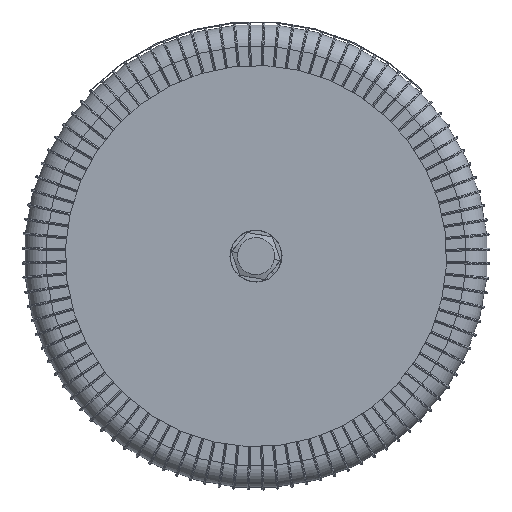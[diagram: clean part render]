
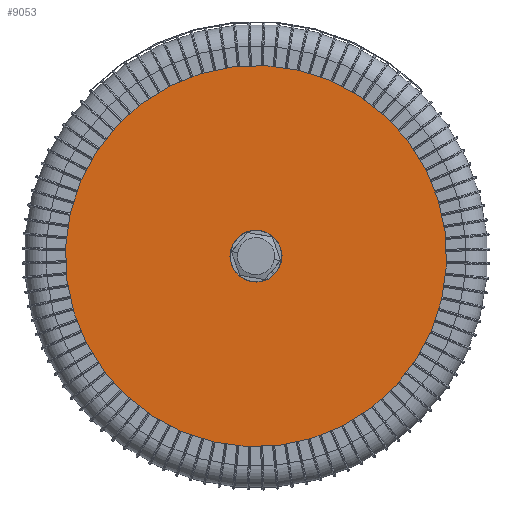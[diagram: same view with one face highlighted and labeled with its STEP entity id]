
A CAD part, front view. The second image highlights one B-rep face of the part: STEP entity #9053.
In plain terms, the highlighted planar face has unit normal (0, -1, 0).
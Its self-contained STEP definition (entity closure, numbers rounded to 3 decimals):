
#616 = VERTEX_POINT ( 'NONE', #30951 ) ;
#2862 = CARTESIAN_POINT ( 'NONE',  ( 0., 0., 0. ) ) ;
#4036 = DIRECTION ( 'NONE',  ( 0., 1., 0. ) ) ;
#5568 = CIRCLE ( 'NONE', #17839, 44. ) ;
#6185 = CIRCLE ( 'NONE', #27661, 4. ) ;
#6910 = EDGE_CURVE ( 'NONE', #616, #56706, #13030, .T. ) ;
#7047 = FACE_BOUND ( 'NONE', #57799, .T. ) ;
#9053 = ADVANCED_FACE ( 'NONE', ( #51539, #7047 ), #40949, .F. ) ;
#13030 = CIRCLE ( 'NONE', #32462, 4. ) ;
#14618 = VERTEX_POINT ( 'NONE', #29281 ) ;
#15577 = DIRECTION ( 'NONE',  ( 0., 1., 0. ) ) ;
#15890 = CARTESIAN_POINT ( 'NONE',  ( 0., 0., 0. ) ) ;
#16422 = ORIENTED_EDGE ( 'NONE', *, *, #47896, .T. ) ;
#17839 = AXIS2_PLACEMENT_3D ( 'NONE', #32525, #4036, #51755 ) ;
#19213 = AXIS2_PLACEMENT_3D ( 'NONE', #2862, #22369, #31025 ) ;
#20850 = CIRCLE ( 'NONE', #60854, 44. ) ;
#22294 = CARTESIAN_POINT ( 'NONE',  ( 0., 0., 0. ) ) ;
#22369 = DIRECTION ( 'NONE',  ( 0., 1., 0. ) ) ;
#23807 = CARTESIAN_POINT ( 'NONE',  ( 0., 0., 4. ) ) ;
#27445 = DIRECTION ( 'NONE',  ( 0., 1., 0. ) ) ;
#27661 = AXIS2_PLACEMENT_3D ( 'NONE', #22294, #27445, #46966 ) ;
#28875 = EDGE_CURVE ( 'NONE', #41024, #14618, #20850, .T. ) ;
#29281 = CARTESIAN_POINT ( 'NONE',  ( 0., 0., 44. ) ) ;
#29981 = DIRECTION ( 'NONE',  ( 0., 0., 1. ) ) ;
#30951 = CARTESIAN_POINT ( 'NONE',  ( 0., 0., -4. ) ) ;
#31025 = DIRECTION ( 'NONE',  ( 0., 0., 1. ) ) ;
#32462 = AXIS2_PLACEMENT_3D ( 'NONE', #15890, #15577, #29981 ) ;
#32525 = CARTESIAN_POINT ( 'NONE',  ( 0., 0., 0. ) ) ;
#38461 = EDGE_CURVE ( 'NONE', #14618, #41024, #5568, .T. ) ;
#40949 = PLANE ( 'NONE',  #19213 ) ;
#41024 = VERTEX_POINT ( 'NONE', #50659 ) ;
#43821 = DIRECTION ( 'NONE',  ( 0., 1., 0. ) ) ;
#46966 = DIRECTION ( 'NONE',  ( 0., 0., 1. ) ) ;
#47896 = EDGE_CURVE ( 'NONE', #56706, #616, #6185, .T. ) ;
#48657 = DIRECTION ( 'NONE',  ( 0., 0., 1. ) ) ;
#49084 = ORIENTED_EDGE ( 'NONE', *, *, #38461, .F. ) ;
#50659 = CARTESIAN_POINT ( 'NONE',  ( 0., 0., -44. ) ) ;
#51539 = FACE_OUTER_BOUND ( 'NONE', #60294, .T. ) ;
#51755 = DIRECTION ( 'NONE',  ( 0., 0., 1. ) ) ;
#56706 = VERTEX_POINT ( 'NONE', #23807 ) ;
#57799 = EDGE_LOOP ( 'NONE', ( #61087, #16422 ) ) ;
#60273 = ORIENTED_EDGE ( 'NONE', *, *, #28875, .F. ) ;
#60294 = EDGE_LOOP ( 'NONE', ( #60273, #49084 ) ) ;
#60854 = AXIS2_PLACEMENT_3D ( 'NONE', #63348, #43821, #48657 ) ;
#61087 = ORIENTED_EDGE ( 'NONE', *, *, #6910, .T. ) ;
#63348 = CARTESIAN_POINT ( 'NONE',  ( 0., 0., 0. ) ) ;
